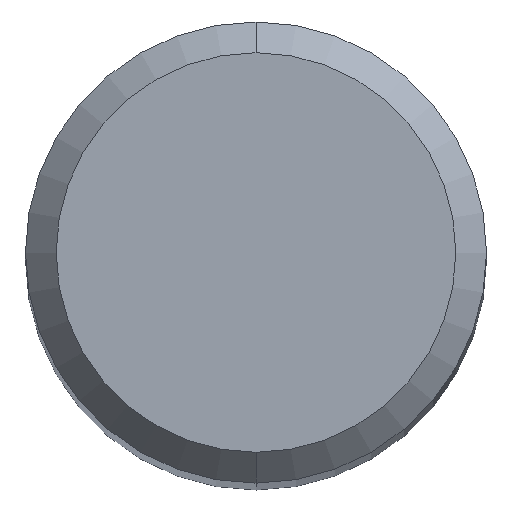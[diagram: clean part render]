
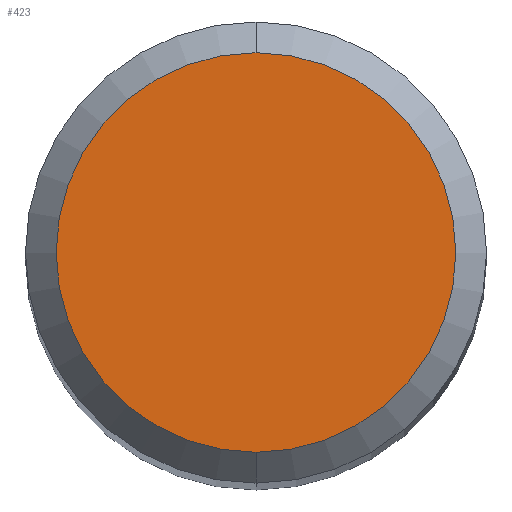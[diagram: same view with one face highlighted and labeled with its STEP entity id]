
A CAD part, top view. The second image highlights one B-rep face of the part: STEP entity #423.
In plain terms, the highlighted planar face has unit normal (0, 0, 1).
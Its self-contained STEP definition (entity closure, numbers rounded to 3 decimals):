
#317=VERTEX_POINT('',#637);
#345=EDGE_CURVE('',#455,#317,#668,.T.);
#371=EDGE_CURVE('',#317,#455,#698,.T.);
#423=ADVANCED_FACE('',(#754),#755,.T.);
#455=VERTEX_POINT('',#791);
#637=CARTESIAN_POINT('',(0.,-2.6,0.0));
#668=CIRCLE('',#1160,2.6);
#698=CIRCLE('',#1210,2.6);
#754=FACE_OUTER_BOUND('',#1381,.T.);
#755=PLANE('',#1382);
#791=CARTESIAN_POINT('',(0.0,2.6,0.0));
#1160=AXIS2_PLACEMENT_3D('',#1638,#1639,#1640);
#1210=AXIS2_PLACEMENT_3D('',#1681,#1682,#1683);
#1381=EDGE_LOOP('',(#1742,#1743));
#1382=AXIS2_PLACEMENT_3D('',#1744,#1745,#1746);
#1638=CARTESIAN_POINT('',(0.0,0.0,0.0));
#1639=DIRECTION('',(0.0,0.0,-1.0));
#1640=DIRECTION('',(0.0,1.0,0.0));
#1681=CARTESIAN_POINT('',(0.0,0.0,0.0));
#1682=DIRECTION('',(0.0,0.0,-1.0));
#1683=DIRECTION('',(0.0,1.0,0.0));
#1742=ORIENTED_EDGE('',*,*,#345,.F.);
#1743=ORIENTED_EDGE('',*,*,#371,.F.);
#1744=CARTESIAN_POINT('',(0.0,1.3,0.0));
#1745=DIRECTION('',(-0.0,0.0,1.0));
#1746=DIRECTION('',(0.0,-1.0,0.0));
